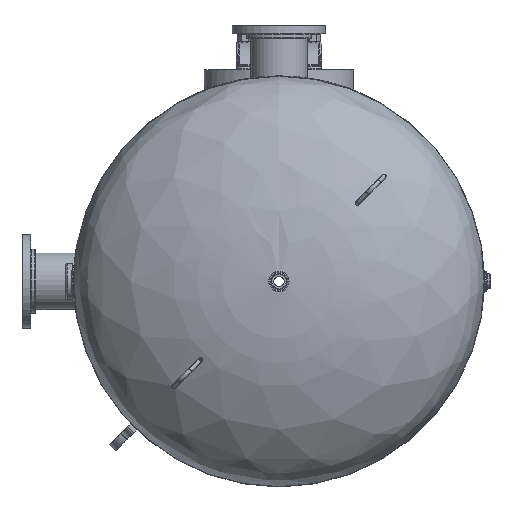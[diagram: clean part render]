
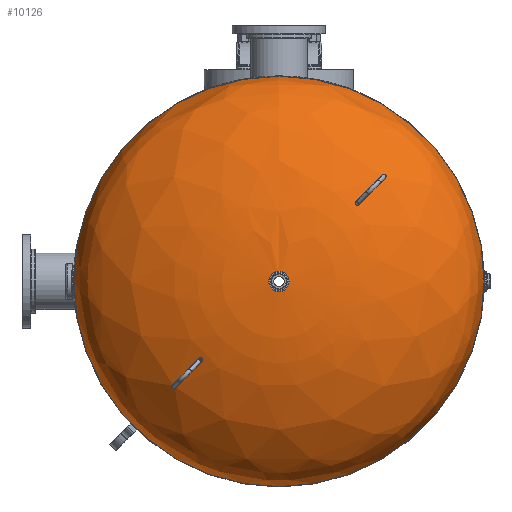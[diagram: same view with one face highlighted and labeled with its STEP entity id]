
A CAD part, left-side view. The second image highlights one B-rep face of the part: STEP entity #10126.
In plain terms, the highlighted free-form (B-spline) face has degree [2, 2] with [3, 9] control points.
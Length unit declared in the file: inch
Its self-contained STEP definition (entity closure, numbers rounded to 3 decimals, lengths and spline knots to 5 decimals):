
#185=ELLIPSE('',#11086,24.,12.1565);
#710=CIRCLE('',#11076,24.);
#711=CIRCLE('',#11077,24.);
#3070=FACE_OUTER_BOUND('',#3648,.T.);
#3648=EDGE_LOOP('',(#7320,#7321,#7322,#7323,#7324,#7325));
#4275=B_SPLINE_CURVE_WITH_KNOTS('',3,(#16156,#16157,#16158,#16159,#16160,
#16161,#16162,#16163,#16164,#16165,#16166,#16167),.UNSPECIFIED.,.F.,.F.,
(4,2,2,2,2,4),(-9.06772,-8.99215,-8.09293,-7.19372,
-6.2945,-5.44062),.UNSPECIFIED.);
#4276=B_SPLINE_CURVE_WITH_KNOTS('',3,(#16168,#16169,#16170,#16171,#16172,
#16173,#16174,#16175,#16176,#16177,#16178,#16179,#16180,#16181,#16182,#16183,
#16184,#16185,#16186,#16187,#16188,#16189,#16190,#16191,#16192,#16193,#16194,
#16195,#16196,#16197,#16198),.UNSPECIFIED.,.F.,.F.,(4,2,2,2,2,2,2,3,2,2,
2,2,2,2,4),(-5.44062,-5.39529,-4.49607,-3.59686,
-2.69764,-1.79843,-0.89921,0.,0.50913,
1.01826,1.91747,2.81668,3.7159,4.61511,
5.43875),.UNSPECIFIED.);
#4587=VERTEX_POINT('',#16153);
#4588=VERTEX_POINT('',#16155);
#4614=VERTEX_POINT('',#16264);
#4615=VERTEX_POINT('',#16266);
#5628=EDGE_CURVE('',#4588,#4587,#4275,.T.);
#5629=EDGE_CURVE('',#4587,#4588,#4276,.T.);
#5663=EDGE_CURVE('',#4614,#4615,#710,.T.);
#5664=EDGE_CURVE('',#4615,#4614,#711,.T.);
#5672=EDGE_CURVE('',#4588,#4615,#185,.T.);
#7320=ORIENTED_EDGE('',*,*,#5628,.T.);
#7321=ORIENTED_EDGE('',*,*,#5629,.T.);
#7322=ORIENTED_EDGE('',*,*,#5672,.T.);
#7323=ORIENTED_EDGE('',*,*,#5663,.F.);
#7324=ORIENTED_EDGE('',*,*,#5664,.F.);
#7325=ORIENTED_EDGE('',*,*,#5672,.F.);
#10067=(
BOUNDED_SURFACE()
B_SPLINE_SURFACE(2,2,((#16283,#16284,#16285,#16286,#16287,#16288,#16289,
#16290,#16291),(#16292,#16293,#16294,#16295,#16296,#16297,#16298,#16299,
#16300),(#16301,#16302,#16303,#16304,#16305,#16306,#16307,#16308,#16309)),
 .UNSPECIFIED.,.F.,.T.,.F.)
B_SPLINE_SURFACE_WITH_KNOTS((3,3),(3,2,2,2,3),(0.,1.5708),
(0.,1.5708,3.14159,4.71239,6.28319),
 .UNSPECIFIED.)
GEOMETRIC_REPRESENTATION_ITEM()
RATIONAL_B_SPLINE_SURFACE(((1.,0.707,1.,0.707,1.,
0.707,1.,0.707,1.),(0.707,0.5,0.707,
0.5,0.707,0.5,0.707,0.5,0.707),(1.,
0.707,1.,0.707,1.,0.707,1.,0.707,
1.)))
REPRESENTATION_ITEM('')
SURFACE()
);
#10126=ADVANCED_FACE('',(#3070),#10067,.T.);
#11076=AXIS2_PLACEMENT_3D('',#16267,#12286,#12287);
#11077=AXIS2_PLACEMENT_3D('',#16268,#12288,#12289);
#11086=AXIS2_PLACEMENT_3D('',#16310,#12307,#12308);
#12286=DIRECTION('center_axis',(0.,-1.,0.));
#12287=DIRECTION('ref_axis',(1.,0.,0.));
#12288=DIRECTION('center_axis',(0.,-1.,0.));
#12289=DIRECTION('ref_axis',(1.,0.,0.));
#12307=DIRECTION('center_axis',(0.,0.,
-1.));
#12308=DIRECTION('ref_axis',(1.,0.,0.));
#16153=CARTESIAN_POINT('',(0.,12.14783,0.90625));
#16155=CARTESIAN_POINT('',(0.90625,12.14783,0.));
#16156=CARTESIAN_POINT('Ctrl Pts',(0.90625,12.14783,0.));
#16157=CARTESIAN_POINT('Ctrl Pts',(0.90625,12.14783,0.0099));
#16158=CARTESIAN_POINT('Ctrl Pts',(0.90609,12.14783,0.01981));
#16159=CARTESIAN_POINT('Ctrl Pts',(0.90189,12.14783,0.14767));
#16160=CARTESIAN_POINT('Ctrl Pts',(0.87502,12.14783,0.26373));
#16161=CARTESIAN_POINT('Ctrl Pts',(0.7783,12.14783,0.47902));
#16162=CARTESIAN_POINT('Ctrl Pts',(0.70938,12.14783,0.57619));
#16163=CARTESIAN_POINT('Ctrl Pts',(0.53817,12.14783,0.73864));
#16164=CARTESIAN_POINT('Ctrl Pts',(0.43752,12.14783,0.80236));
#16165=CARTESIAN_POINT('Ctrl Pts',(0.223,12.14783,0.8855));
#16166=CARTESIAN_POINT('Ctrl Pts',(0.11196,12.14783,0.90625));
#16167=CARTESIAN_POINT('Ctrl Pts',(0.,12.14783,
0.90625));
#16168=CARTESIAN_POINT('Ctrl Pts',(0.,12.14783,
0.90625));
#16169=CARTESIAN_POINT('Ctrl Pts',(-0.00594,12.14783,
0.90625));
#16170=CARTESIAN_POINT('Ctrl Pts',(-0.01189,12.14783,
0.90619));
#16171=CARTESIAN_POINT('Ctrl Pts',(-0.13582,12.14783,
0.90375));
#16172=CARTESIAN_POINT('Ctrl Pts',(-0.25222,12.14783,
0.87841));
#16173=CARTESIAN_POINT('Ctrl Pts',(-0.46876,12.14783,
0.78452));
#16174=CARTESIAN_POINT('Ctrl Pts',(-0.56683,12.14783,
0.71688));
#16175=CARTESIAN_POINT('Ctrl Pts',(-0.73151,12.14783,
0.54782));
#16176=CARTESIAN_POINT('Ctrl Pts',(-0.79655,12.14783,
0.44801));
#16177=CARTESIAN_POINT('Ctrl Pts',(-0.88472,12.14783,
0.22909));
#16178=CARTESIAN_POINT('Ctrl Pts',(-0.907,12.14783,
0.11206));
#16179=CARTESIAN_POINT('Ctrl Pts',(-0.90546,12.14783,
-0.12395));
#16180=CARTESIAN_POINT('Ctrl Pts',(-0.88164,12.14783,-0.24068));
#16181=CARTESIAN_POINT('Ctrl Pts',(-0.79061,12.14783,
-0.45843));
#16182=CARTESIAN_POINT('Ctrl Pts',(-0.72426,12.14783,
-0.55737));
#16183=CARTESIAN_POINT('Ctrl Pts',(-0.64082,12.14783,
-0.64082));
#16184=CARTESIAN_POINT('Ctrl Pts',(-0.59357,12.14783,
-0.68806));
#16185=CARTESIAN_POINT('Ctrl Pts',(-0.54125,12.14783,-0.72994));
#16186=CARTESIAN_POINT('Ctrl Pts',(-0.42834,12.14783,
-0.80142));
#16187=CARTESIAN_POINT('Ctrl Pts',(-0.36811,12.14783,
-0.83081));
#16188=CARTESIAN_POINT('Ctrl Pts',(-0.19409,12.14783,
-0.89305));
#16189=CARTESIAN_POINT('Ctrl Pts',(-0.07627,12.14783,
-0.91071));
#16190=CARTESIAN_POINT('Ctrl Pts',(0.15949,12.14783,-0.89988));
#16191=CARTESIAN_POINT('Ctrl Pts',(0.27519,12.14783,-0.87148));
#16192=CARTESIAN_POINT('Ctrl Pts',(0.48919,12.14783,-0.77195));
#16193=CARTESIAN_POINT('Ctrl Pts',(0.58545,12.14783,-0.70176));
#16194=CARTESIAN_POINT('Ctrl Pts',(0.74564,12.14783,-0.52843));
#16195=CARTESIAN_POINT('Ctrl Pts',(0.80804,12.14783,-0.42696));
#16196=CARTESIAN_POINT('Ctrl Pts',(0.88697,12.14783,-0.21508));
#16197=CARTESIAN_POINT('Ctrl Pts',(0.90625,12.14783,-0.10793));
#16198=CARTESIAN_POINT('Ctrl Pts',(0.90625,12.14783,0.));
#16264=CARTESIAN_POINT('',(-24.,0.,0.));
#16266=CARTESIAN_POINT('',(24.,0.,0.));
#16267=CARTESIAN_POINT('Origin',(0.,0.,0.));
#16268=CARTESIAN_POINT('Origin',(0.,0.,0.));
#16283=CARTESIAN_POINT('Ctrl Pts',(24.,0.,0.));
#16284=CARTESIAN_POINT('Ctrl Pts',(24.,0.,24.));
#16285=CARTESIAN_POINT('Ctrl Pts',(0.,0.,
24.));
#16286=CARTESIAN_POINT('Ctrl Pts',(-24.,0.,24.));
#16287=CARTESIAN_POINT('Ctrl Pts',(-24.,0.,0.));
#16288=CARTESIAN_POINT('Ctrl Pts',(-24.,0.,-24.));
#16289=CARTESIAN_POINT('Ctrl Pts',(0.,0.,
-24.));
#16290=CARTESIAN_POINT('Ctrl Pts',(24.,0.,-24.));
#16291=CARTESIAN_POINT('Ctrl Pts',(24.,0.,0.));
#16292=CARTESIAN_POINT('Ctrl Pts',(24.,12.1565,0.));
#16293=CARTESIAN_POINT('Ctrl Pts',(24.,12.1565,24.));
#16294=CARTESIAN_POINT('Ctrl Pts',(0.,12.1565,24.));
#16295=CARTESIAN_POINT('Ctrl Pts',(-24.,12.1565,24.));
#16296=CARTESIAN_POINT('Ctrl Pts',(-24.,12.1565,0.));
#16297=CARTESIAN_POINT('Ctrl Pts',(-24.,12.1565,-24.));
#16298=CARTESIAN_POINT('Ctrl Pts',(0.,12.1565,-24.));
#16299=CARTESIAN_POINT('Ctrl Pts',(24.,12.1565,-24.));
#16300=CARTESIAN_POINT('Ctrl Pts',(24.,12.1565,0.));
#16301=CARTESIAN_POINT('Ctrl Pts',(0.,12.1565,0.));
#16302=CARTESIAN_POINT('Ctrl Pts',(0.,12.1565,0.));
#16303=CARTESIAN_POINT('Ctrl Pts',(0.,12.1565,0.));
#16304=CARTESIAN_POINT('Ctrl Pts',(0.,12.1565,0.));
#16305=CARTESIAN_POINT('Ctrl Pts',(0.,12.1565,0.));
#16306=CARTESIAN_POINT('Ctrl Pts',(0.,12.1565,0.));
#16307=CARTESIAN_POINT('Ctrl Pts',(0.,12.1565,0.));
#16308=CARTESIAN_POINT('Ctrl Pts',(0.,12.1565,0.));
#16309=CARTESIAN_POINT('Ctrl Pts',(0.,12.1565,0.));
#16310=CARTESIAN_POINT('Origin',(0.,0.,0.));
